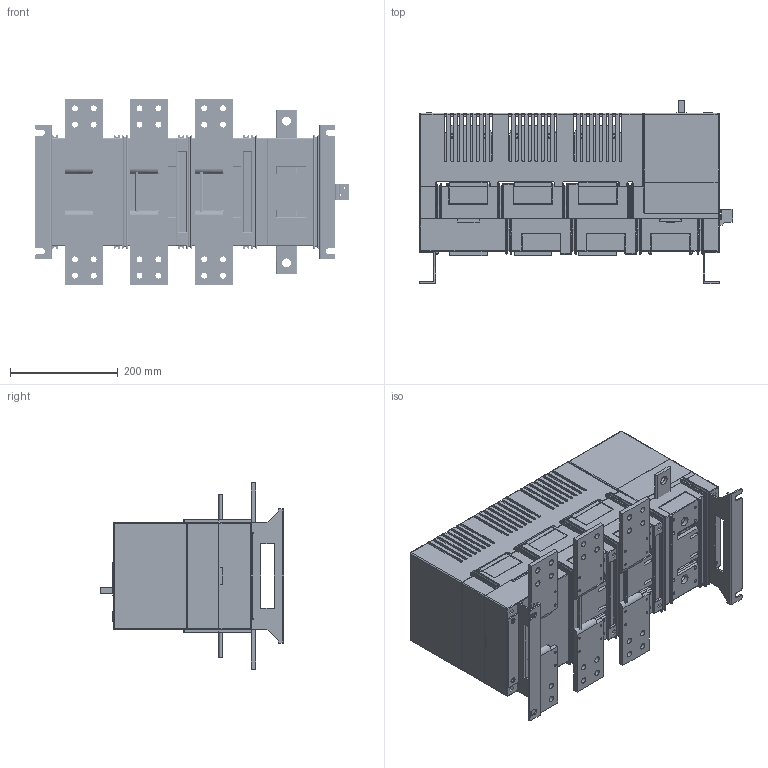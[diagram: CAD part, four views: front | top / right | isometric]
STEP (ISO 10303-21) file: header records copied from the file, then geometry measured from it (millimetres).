
FILE_DESCRIPTION((''),'2;1');
FILE_NAME('ASM0003_ASM_ASM','2025-08-25T08:25:00',('Administrator'),(''),'CREO PARAMETRIC BY PTC INC, 2021023','CREO PARAMETRIC BY PTC INC, 2021023','');
FILE_SCHEMA(('CONFIG_CONTROL_DESIGN'));
Products named in the file (26): JINCHUTOU1_28; JINCHUTOU2_20; TUIGAN_5; SHANGLIANGAN_8; TUIGANZHOU_1; XIALIANGAN_7; JIGOUKE_46; FUZUMOKUAI_6; XIANGJIAODIAN_4; SHANGJINCHUTOU1_3; SHANGJINCHUTOU2_2; NJIJIECHUBAN_16; ZHANZHOU_21; TIAOZHENGBAN_6; ANZHUANGBAN_4; RS0-1200_2; ZHOUTAO_5; WEIDONKAIGUAN_8; JIGOUWAIKE_51; ZHISHIJIAN_8; TOUMINGZHAO_10; YAOSHINIU_2; ASM0003_ASM_34_ASM; 5; 6; ASM0003_ASM_ASM
Assembly tree (38 placements, depth 3):
  ASM0003_ASM_ASM
    ASM0003_ASM_34_ASM
      JINCHUTOU1_28  x3
      JINCHUTOU2_20  x3
      TUIGAN_5
      SHANGLIANGAN_8
      TUIGANZHOU_1
      XIALIANGAN_7
      JIGOUKE_46
      FUZUMOKUAI_6
      XIANGJIAODIAN_4
      SHANGJINCHUTOU1_3  x3
      SHANGJINCHUTOU2_2  x3
      NJIJIECHUBAN_16  x2
      ZHANZHOU_21
      TIAOZHENGBAN_6
      ANZHUANGBAN_4  x2
      RS0-1200_2  x3
      ZHOUTAO_5
      WEIDONKAIGUAN_8  x2
      JIGOUWAIKE_51
      ZHISHIJIAN_8
      TOUMINGZHAO_10
      YAOSHINIU_2
    5
    6
Bounding box: 580.5 x 340 x 345 mm (x, y, z)
Volume: 7992762.5 mm3; surface area: 2466346.2 mm2
Topology: 37 solids, 37 shells, 4079 faces, 11850 edges, 7705 vertices
Faces by surface type: plane 1825, cylinder 1633, torus 207, extrusion 180, sphere 164, cone 42, bspline 28
Entity records: 123081 total; most frequent: CARTESIAN_POINT 25013, ORIENTED_EDGE 20684, DIRECTION 20527, EDGE_CURVE 10342, AXIS2_PLACEMENT_3D 7135, VERTEX_POINT 6808, VECTOR 6257, LINE 6077
